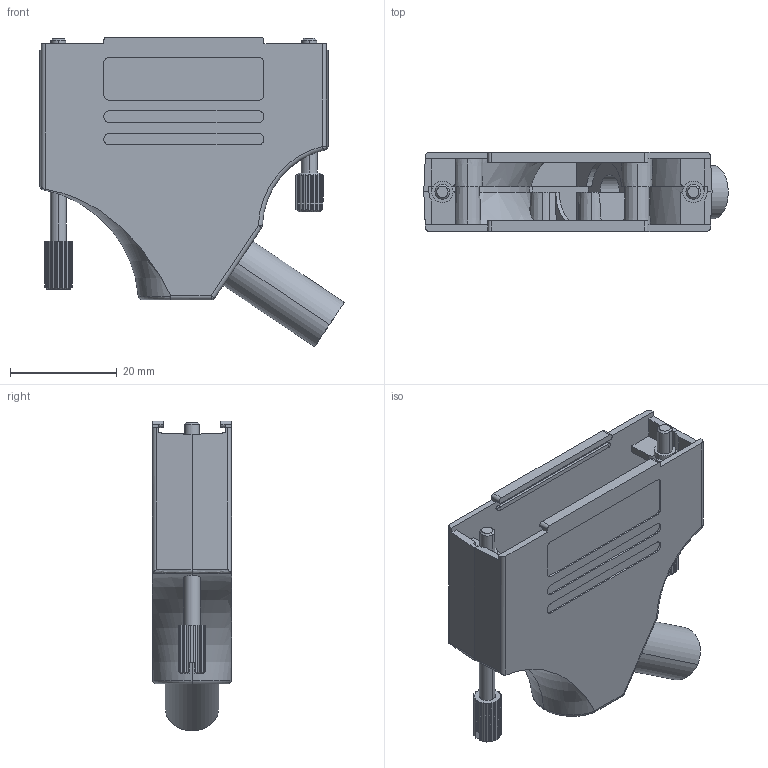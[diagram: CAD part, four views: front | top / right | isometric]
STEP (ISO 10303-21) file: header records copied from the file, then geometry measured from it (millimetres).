
FILE_DESCRIPTION (( 'STEP AP214' ), '1' );
FILE_NAME ('6560-0138-13.STEP', '2022-03-25T15:05:10', ( '' ), ( '' ), 'SwSTEP 2.0', 'SolidWorks 2021', '' );
FILE_SCHEMA (( 'AUTOMOTIVE_DESIGN' ));
Length unit declared in the file: millimetre
Products named in the file (8): 6805-0139-13; 6826-0141-02; 6855-0117-03; 6826-0141-01; 6805-0139-03; 6824-0120-02; 6522-0110-12; 6560-0138-13
Assembly tree (8 placements, depth 2):
  6560-0138-13
    6805-0139-13
    6522-0110-12
    6805-0139-03
    6824-0120-02
    6826-0141-01
    6826-0141-02
    6855-0117-03  x2
Bounding box: 57.03 x 14.8 x 58.01 mm (x, y, z)
Volume: 9010.3 mm3; surface area: 16332.1 mm2
Topology: 8 solids, 8 shells, 1683 faces, 3864 edges, 2223 vertices
Faces by surface type: bspline 832, cylinder 421, plane 373, cone 41, torus 10, sphere 6
Entity records: 117395 total; most frequent: CARTESIAN_POINT 90913, ORIENTED_EDGE 7268, EDGE_CURVE 3634, DIRECTION 3302, VERTEX_POINT 2073, EDGE_LOOP 1637, ADVANCED_FACE 1602, FACE_OUTER_BOUND 1602
